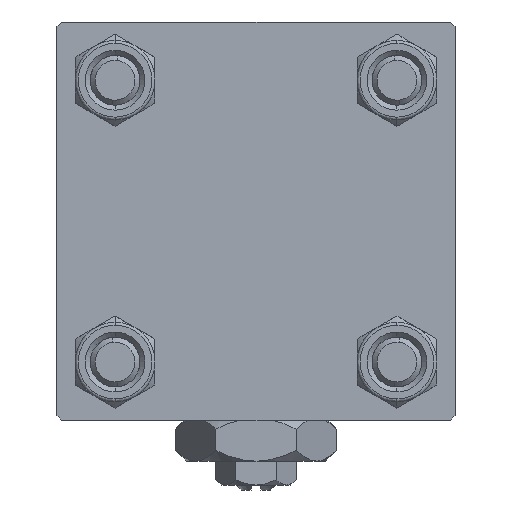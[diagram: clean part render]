
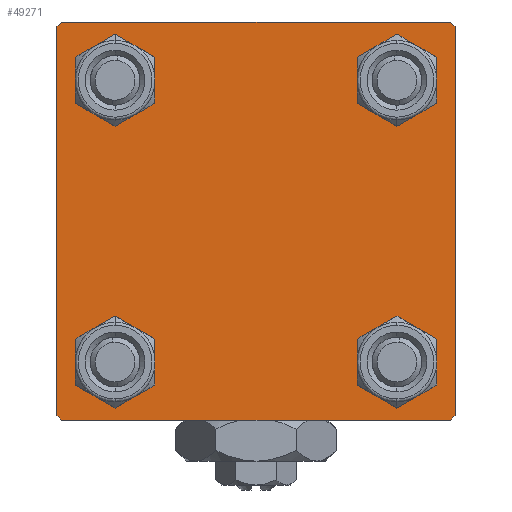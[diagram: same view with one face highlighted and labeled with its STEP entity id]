
A CAD part, left-side view. The second image highlights one B-rep face of the part: STEP entity #49271.
In plain terms, the highlighted planar face has unit normal (-1, 0, 0).
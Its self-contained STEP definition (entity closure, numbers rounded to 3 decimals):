
#739 = FACE_OUTER_BOUND ( 'NONE', #43105, .T. ) ;
#885 = CARTESIAN_POINT ( 'NONE',  ( 0., 14.15, -17.15 ) ) ;
#1234 = ORIENTED_EDGE ( 'NONE', *, *, #22251, .T. ) ;
#1257 = DIRECTION ( 'NONE',  ( 0., -1., 0. ) ) ;
#1510 = CARTESIAN_POINT ( 'NONE',  ( 0., 14.15, -14.15 ) ) ;
#2398 = AXIS2_PLACEMENT_3D ( 'NONE', #35177, #50481, #27000 ) ;
#2939 = CARTESIAN_POINT ( 'NONE',  ( 0., -14.15, 14.15 ) ) ;
#3097 = VERTEX_POINT ( 'NONE', #28865 ) ;
#3366 = VERTEX_POINT ( 'NONE', #5189 ) ;
#3410 = CARTESIAN_POINT ( 'NONE',  ( 0., 19.5, 20. ) ) ;
#3487 = CARTESIAN_POINT ( 'NONE',  ( 0., 14.15, 14.15 ) ) ;
#3831 = VERTEX_POINT ( 'NONE', #48927 ) ;
#4336 = VERTEX_POINT ( 'NONE', #45301 ) ;
#4808 = DIRECTION ( 'NONE',  ( 0., 0.707, -0.707 ) ) ;
#4992 = LINE ( 'NONE', #41218, #49766 ) ;
#5128 = ORIENTED_EDGE ( 'NONE', *, *, #5773, .T. ) ;
#5189 = CARTESIAN_POINT ( 'NONE',  ( 0., 20., 19.5 ) ) ;
#5773 = EDGE_CURVE ( 'NONE', #3831, #22402, #34860, .T. ) ;
#6166 = ORIENTED_EDGE ( 'NONE', *, *, #7018, .T. ) ;
#6613 = CARTESIAN_POINT ( 'NONE',  ( 0., 14.15, 14.15 ) ) ;
#6722 = EDGE_CURVE ( 'NONE', #34432, #29987, #17026, .T. ) ;
#7018 = EDGE_CURVE ( 'NONE', #16373, #3366, #15633, .T. ) ;
#7090 = EDGE_CURVE ( 'NONE', #51713, #16209, #19318, .T. ) ;
#7693 = DIRECTION ( 'NONE',  ( 0., 0., 1. ) ) ;
#7861 = CARTESIAN_POINT ( 'NONE',  ( 0., -14.15, 11.15 ) ) ;
#8262 = LINE ( 'NONE', #48436, #25470 ) ;
#9942 = EDGE_CURVE ( 'NONE', #27380, #24054, #27779, .T. ) ;
#10770 = CARTESIAN_POINT ( 'NONE',  ( 0., -19.75, -19.75 ) ) ;
#10819 = EDGE_CURVE ( 'NONE', #26288, #46296, #37888, .T. ) ;
#11599 = EDGE_LOOP ( 'NONE', ( #16232, #26249 ) ) ;
#11720 = EDGE_CURVE ( 'NONE', #24054, #3831, #24700, .T. ) ;
#12267 = CARTESIAN_POINT ( 'NONE',  ( 0., -19.75, 19.75 ) ) ;
#12294 = CIRCLE ( 'NONE', #20722, 3. ) ;
#13363 = VERTEX_POINT ( 'NONE', #27248 ) ;
#14919 = CARTESIAN_POINT ( 'NONE',  ( 0., -14.15, -14.15 ) ) ;
#15458 = ORIENTED_EDGE ( 'NONE', *, *, #37788, .F. ) ;
#15633 = LINE ( 'NONE', #32335, #26886 ) ;
#16209 = VERTEX_POINT ( 'NONE', #34624 ) ;
#16232 = ORIENTED_EDGE ( 'NONE', *, *, #28085, .T. ) ;
#16373 = VERTEX_POINT ( 'NONE', #3410 ) ;
#16416 = DIRECTION ( 'NONE',  ( 1., 0., 0. ) ) ;
#16758 = DIRECTION ( 'NONE',  ( 0., 0.707, 0.707 ) ) ;
#17026 = LINE ( 'NONE', #12267, #38707 ) ;
#18880 = EDGE_LOOP ( 'NONE', ( #47409, #22862 ) ) ;
#18959 = VECTOR ( 'NONE', #1257, 1000. ) ;
#19059 = DIRECTION ( 'NONE',  ( 1., 0., 0. ) ) ;
#19126 = EDGE_CURVE ( 'NONE', #34432, #22402, #4992, .T. ) ;
#19318 = CIRCLE ( 'NONE', #45496, 3. ) ;
#19819 = ORIENTED_EDGE ( 'NONE', *, *, #19126, .F. ) ;
#19867 = DIRECTION ( 'NONE',  ( 1., 0., 0. ) ) ;
#20138 = ORIENTED_EDGE ( 'NONE', *, *, #46791, .T. ) ;
#20722 = AXIS2_PLACEMENT_3D ( 'NONE', #2939, #19059, #47329 ) ;
#20856 = DIRECTION ( 'NONE',  ( 0., 0., -1. ) ) ;
#21193 = CARTESIAN_POINT ( 'NONE',  ( 0., -14.15, -14.15 ) ) ;
#21554 = CARTESIAN_POINT ( 'NONE',  ( 0., 14.15, -11.15 ) ) ;
#21873 = CIRCLE ( 'NONE', #41334, 3. ) ;
#22035 = ORIENTED_EDGE ( 'NONE', *, *, #33208, .T. ) ;
#22174 = DIRECTION ( 'NONE',  ( 0., -0.707, 0.707 ) ) ;
#22251 = EDGE_CURVE ( 'NONE', #3366, #27380, #8262, .T. ) ;
#22402 = VERTEX_POINT ( 'NONE', #48084 ) ;
#22484 = DIRECTION ( 'NONE',  ( 1., 0., 0. ) ) ;
#22862 = ORIENTED_EDGE ( 'NONE', *, *, #30722, .T. ) ;
#22981 = AXIS2_PLACEMENT_3D ( 'NONE', #44433, #19867, #7693 ) ;
#23058 = CIRCLE ( 'NONE', #29828, 3. ) ;
#24054 = VERTEX_POINT ( 'NONE', #49810 ) ;
#24066 = DIRECTION ( 'NONE',  ( 0., -0.707, -0.707 ) ) ;
#24547 = PLANE ( 'NONE',  #43918 ) ;
#24700 = LINE ( 'NONE', #41336, #45494 ) ;
#24807 = DIRECTION ( 'NONE',  ( 0., 0., 1. ) ) ;
#25058 = DIRECTION ( 'NONE',  ( -1., 0., 0. ) ) ;
#25470 = VECTOR ( 'NONE', #37087, 1000. ) ;
#25542 = CIRCLE ( 'NONE', #22981, 3. ) ;
#26249 = ORIENTED_EDGE ( 'NONE', *, *, #35198, .T. ) ;
#26288 = VERTEX_POINT ( 'NONE', #885 ) ;
#26370 = DIRECTION ( 'NONE',  ( 1., 0., 0. ) ) ;
#26680 = FACE_BOUND ( 'NONE', #11599, .T. ) ;
#26873 = ORIENTED_EDGE ( 'NONE', *, *, #9942, .T. ) ;
#26886 = VECTOR ( 'NONE', #4808, 1000. ) ;
#27000 = DIRECTION ( 'NONE',  ( 0., 0., 1. ) ) ;
#27248 = CARTESIAN_POINT ( 'NONE',  ( 0., -14.15, 17.15 ) ) ;
#27380 = VERTEX_POINT ( 'NONE', #40224 ) ;
#27779 = LINE ( 'NONE', #44139, #34449 ) ;
#28085 = EDGE_CURVE ( 'NONE', #13363, #37641, #25542, .T. ) ;
#28512 = CARTESIAN_POINT ( 'NONE',  ( 0., 20., 20. ) ) ;
#28865 = CARTESIAN_POINT ( 'NONE',  ( 0., 14.15, 17.15 ) ) ;
#29129 = CIRCLE ( 'NONE', #39200, 3. ) ;
#29455 = DIRECTION ( 'NONE',  ( 0., -1., 0. ) ) ;
#29726 = ORIENTED_EDGE ( 'NONE', *, *, #6722, .T. ) ;
#29828 = AXIS2_PLACEMENT_3D ( 'NONE', #14919, #30308, #34517 ) ;
#29987 = VERTEX_POINT ( 'NONE', #41032 ) ;
#30308 = DIRECTION ( 'NONE',  ( 1., 0., 0. ) ) ;
#30624 = EDGE_LOOP ( 'NONE', ( #22035, #48995 ) ) ;
#30722 = EDGE_CURVE ( 'NONE', #16209, #51713, #23058, .T. ) ;
#32204 = CIRCLE ( 'NONE', #38936, 3. ) ;
#32335 = CARTESIAN_POINT ( 'NONE',  ( 0., 19.75, 19.75 ) ) ;
#33208 = EDGE_CURVE ( 'NONE', #46296, #26288, #29129, .T. ) ;
#33874 = DIRECTION ( 'NONE',  ( 0., 0., 1. ) ) ;
#34432 = VERTEX_POINT ( 'NONE', #39338 ) ;
#34449 = VECTOR ( 'NONE', #24066, 1000. ) ;
#34517 = DIRECTION ( 'NONE',  ( 0., 0., 1. ) ) ;
#34624 = CARTESIAN_POINT ( 'NONE',  ( 0., -14.15, -17.15 ) ) ;
#34860 = LINE ( 'NONE', #10770, #47947 ) ;
#35177 = CARTESIAN_POINT ( 'NONE',  ( 0., 14.15, -14.15 ) ) ;
#35198 = EDGE_CURVE ( 'NONE', #37641, #13363, #12294, .T. ) ;
#36841 = ORIENTED_EDGE ( 'NONE', *, *, #51540, .T. ) ;
#37087 = DIRECTION ( 'NONE',  ( 0., 0., -1. ) ) ;
#37470 = LINE ( 'NONE', #28512, #18959 ) ;
#37641 = VERTEX_POINT ( 'NONE', #7861 ) ;
#37788 = EDGE_CURVE ( 'NONE', #16373, #29987, #37470, .T. ) ;
#37888 = CIRCLE ( 'NONE', #2398, 3. ) ;
#38606 = DIRECTION ( 'NONE',  ( 0., 0., 1. ) ) ;
#38707 = VECTOR ( 'NONE', #16758, 1000. ) ;
#38823 = FACE_BOUND ( 'NONE', #30624, .T. ) ;
#38936 = AXIS2_PLACEMENT_3D ( 'NONE', #6613, #22484, #38606 ) ;
#39200 = AXIS2_PLACEMENT_3D ( 'NONE', #1510, #26370, #45642 ) ;
#39338 = CARTESIAN_POINT ( 'NONE',  ( 0., -20., 19.5 ) ) ;
#39433 = DIRECTION ( 'NONE',  ( 0., 0., 1. ) ) ;
#40224 = CARTESIAN_POINT ( 'NONE',  ( 0., 20., -19.5 ) ) ;
#41032 = CARTESIAN_POINT ( 'NONE',  ( 0., -19.5, 20. ) ) ;
#41218 = CARTESIAN_POINT ( 'NONE',  ( 0., -20., 20. ) ) ;
#41334 = AXIS2_PLACEMENT_3D ( 'NONE', #3487, #16416, #39433 ) ;
#41336 = CARTESIAN_POINT ( 'NONE',  ( 0., 20., -20. ) ) ;
#41803 = DIRECTION ( 'NONE',  ( 1., 0., 0. ) ) ;
#42788 = FACE_BOUND ( 'NONE', #18880, .T. ) ;
#43105 = EDGE_LOOP ( 'NONE', ( #1234, #26873, #43342, #5128, #19819, #29726, #15458, #6166 ) ) ;
#43304 = CARTESIAN_POINT ( 'NONE',  ( 0., -14.15, -11.15 ) ) ;
#43342 = ORIENTED_EDGE ( 'NONE', *, *, #11720, .T. ) ;
#43918 = AXIS2_PLACEMENT_3D ( 'NONE', #44607, #25058, #24807 ) ;
#44139 = CARTESIAN_POINT ( 'NONE',  ( 0., 19.75, -19.75 ) ) ;
#44433 = CARTESIAN_POINT ( 'NONE',  ( 0., -14.15, 14.15 ) ) ;
#44607 = CARTESIAN_POINT ( 'NONE',  ( 0., 0., 0. ) ) ;
#45301 = CARTESIAN_POINT ( 'NONE',  ( 0., 14.15, 11.15 ) ) ;
#45474 = EDGE_LOOP ( 'NONE', ( #20138, #36841 ) ) ;
#45494 = VECTOR ( 'NONE', #29455, 1000. ) ;
#45496 = AXIS2_PLACEMENT_3D ( 'NONE', #21193, #41803, #33874 ) ;
#45642 = DIRECTION ( 'NONE',  ( 0., 0., 1. ) ) ;
#46296 = VERTEX_POINT ( 'NONE', #21554 ) ;
#46791 = EDGE_CURVE ( 'NONE', #3097, #4336, #21873, .T. ) ;
#47329 = DIRECTION ( 'NONE',  ( 0., 0., 1. ) ) ;
#47409 = ORIENTED_EDGE ( 'NONE', *, *, #7090, .T. ) ;
#47947 = VECTOR ( 'NONE', #22174, 1000. ) ;
#48084 = CARTESIAN_POINT ( 'NONE',  ( 0., -20., -19.5 ) ) ;
#48436 = CARTESIAN_POINT ( 'NONE',  ( 0., 20., 20. ) ) ;
#48555 = FACE_BOUND ( 'NONE', #45474, .T. ) ;
#48927 = CARTESIAN_POINT ( 'NONE',  ( 0., -19.5, -20. ) ) ;
#48995 = ORIENTED_EDGE ( 'NONE', *, *, #10819, .T. ) ;
#49271 = ADVANCED_FACE ( 'NONE', ( #26680, #42788, #38823, #48555, #739 ), #24547, .T. ) ;
#49766 = VECTOR ( 'NONE', #20856, 1000. ) ;
#49810 = CARTESIAN_POINT ( 'NONE',  ( 0., 19.5, -20. ) ) ;
#50481 = DIRECTION ( 'NONE',  ( 1., 0., 0. ) ) ;
#51540 = EDGE_CURVE ( 'NONE', #4336, #3097, #32204, .T. ) ;
#51713 = VERTEX_POINT ( 'NONE', #43304 ) ;
